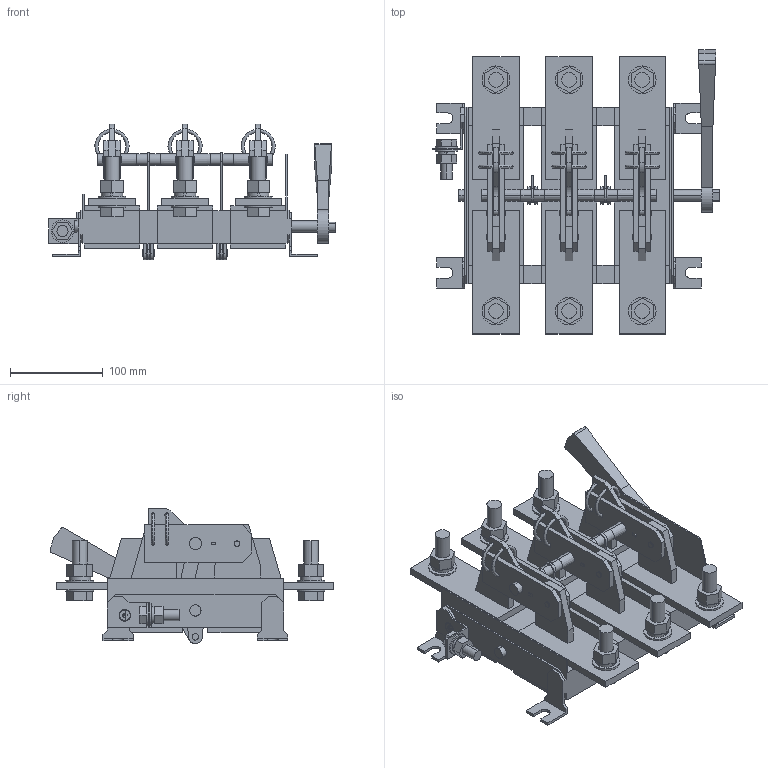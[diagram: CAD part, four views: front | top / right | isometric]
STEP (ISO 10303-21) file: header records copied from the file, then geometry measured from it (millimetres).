
FILE_DESCRIPTION (( 'STEP AP214' ), '1' );
FILE_NAME ('PE-31120-1600 Ðàçúåäèíèòåëü ÐÅ19-43-31120 1600À IEK.STEP', '2018-05-24T11:59:17', ( '' ), ( '' ), 'SwSTEP 2.0', 'SolidWorks 2014', '' );
FILE_SCHEMA (( 'AUTOMOTIVE_DESIGN' ));
Length unit declared in the file: millimetre
Products named in the file (1): PE-31120-1600 Ðàçúåäèíèòåëü ÐÅ19-43-31120  1600À IEK
Bounding box: 310 x 306.91 x 146.5 mm (x, y, z)
Volume: 2366809.3 mm3; surface area: 477476.4 mm2
Topology: 20 solids, 20 shells, 903 faces, 2295 edges, 1518 vertices
Faces by surface type: plane 609, cylinder 270, torus 12, cone 12
Entity records: 28174 total; most frequent: CARTESIAN_POINT 5461, DIRECTION 4619, ORIENTED_EDGE 4590, EDGE_CURVE 2295, VECTOR 1659, LINE 1659, VERTEX_POINT 1518, AXIS2_PLACEMENT_3D 1480
